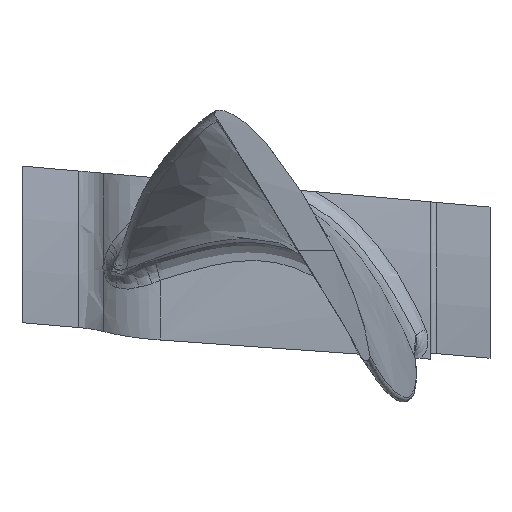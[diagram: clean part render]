
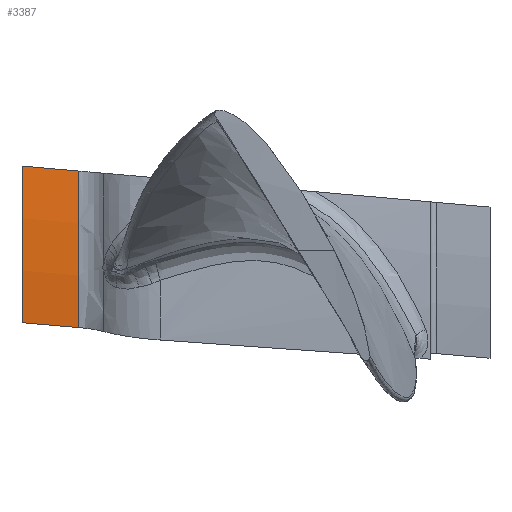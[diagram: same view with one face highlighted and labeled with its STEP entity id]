
A CAD part, top view. The second image highlights one B-rep face of the part: STEP entity #3387.
In plain terms, the highlighted cylindrical face has radius 71.12 mm (diameter 142.24 mm), a partial arc.
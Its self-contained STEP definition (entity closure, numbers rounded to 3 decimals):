
#102 = CARTESIAN_POINT ( 'NONE',  ( -17.061, -6.312, 70.84 ) ) ;
#132 = CIRCLE ( 'NONE', #10032, 71.12 ) ;
#291 = CARTESIAN_POINT ( 'NONE',  ( -15.47, -6.448, 70.827 ) ) ;
#1024 = ORIENTED_EDGE ( 'NONE', *, *, #9905, .T. ) ;
#1177 = CARTESIAN_POINT ( 'NONE',  ( -20.244, 7.189, 70.756 ) ) ;
#1999 = EDGE_CURVE ( 'NONE', #3174, #2789, #132, .T. ) ;
#2124 = CARTESIAN_POINT ( 'NONE',  ( -18.652, -6.175, 70.852 ) ) ;
#2155 = EDGE_CURVE ( 'NONE', #12985, #11951, #3139, .T. ) ;
#2789 = VERTEX_POINT ( 'NONE', #291 ) ;
#3139 = CIRCLE ( 'NONE', #10670, 71.12 ) ;
#3174 = VERTEX_POINT ( 'NONE', #11650 ) ;
#3224 = ORIENTED_EDGE ( 'NONE', *, *, #7433, .F. ) ;
#3257 = FACE_OUTER_BOUND ( 'NONE', #11860, .T. ) ;
#3387 = ADVANCED_FACE ( 'NONE', ( #3257 ), #7436, .T. ) ;
#3503 = CARTESIAN_POINT ( 'NONE',  ( -15.47, 6.772, 70.797 ) ) ;
#4135 = ORIENTED_EDGE ( 'NONE', *, *, #2155, .F. ) ;
#4308 = CARTESIAN_POINT ( 'NONE',  ( -17.061, 6.911, 70.784 ) ) ;
#4368 = DIRECTION ( 'NONE',  ( 0., 0.095, 0.995 ) ) ;
#5216 = CARTESIAN_POINT ( 'NONE',  ( 99.017, 0., 0. ) ) ;
#6227 = CARTESIAN_POINT ( 'NONE',  ( -15.47, -6.448, 70.827 ) ) ;
#7144 = CARTESIAN_POINT ( 'NONE',  ( -15.47, 0., 0. ) ) ;
#7433 = EDGE_CURVE ( 'NONE', #2789, #12985, #12811, .T. ) ;
#7436 = CYLINDRICAL_SURFACE ( 'NONE', #8396, 71.12 ) ;
#7476 = CARTESIAN_POINT ( 'NONE',  ( -20.244, 7.189, 70.756 ) ) ;
#7550 = B_SPLINE_CURVE_WITH_KNOTS ( 'NONE', 3,
 ( #3503, #4308, #9504, #7476 ),
 .UNSPECIFIED., .F., .F.,
 ( 4, 4 ),
 ( 0., 1. ),
 .UNSPECIFIED. ) ;
#8252 = DIRECTION ( 'NONE',  ( 0., -0.216, -0.976 ) ) ;
#8396 = AXIS2_PLACEMENT_3D ( 'NONE', #5216, #11474, #8252 ) ;
#8415 = DIRECTION ( 'NONE',  ( 0., -0.085, 0.996 ) ) ;
#9360 = DIRECTION ( 'NONE',  ( 1., 0., 0. ) ) ;
#9504 = CARTESIAN_POINT ( 'NONE',  ( -18.652, 7.05, 70.77 ) ) ;
#9905 = EDGE_CURVE ( 'NONE', #3174, #11951, #7550, .T. ) ;
#10032 = AXIS2_PLACEMENT_3D ( 'NONE', #7144, #9360, #4368 ) ;
#10512 = DIRECTION ( 'NONE',  ( -1., 0., 0. ) ) ;
#10540 = CARTESIAN_POINT ( 'NONE',  ( -20.244, -6.038, 70.863 ) ) ;
#10670 = AXIS2_PLACEMENT_3D ( 'NONE', #11513, #10512, #8415 ) ;
#11474 = DIRECTION ( 'NONE',  ( -1., 0., 0. ) ) ;
#11513 = CARTESIAN_POINT ( 'NONE',  ( -20.244, 0., 0. ) ) ;
#11650 = CARTESIAN_POINT ( 'NONE',  ( -15.47, 6.772, 70.797 ) ) ;
#11860 = EDGE_LOOP ( 'NONE', ( #3224, #13202, #1024, #4135 ) ) ;
#11951 = VERTEX_POINT ( 'NONE', #1177 ) ;
#12663 = CARTESIAN_POINT ( 'NONE',  ( -20.244, -6.038, 70.863 ) ) ;
#12811 = B_SPLINE_CURVE_WITH_KNOTS ( 'NONE', 3,
 ( #6227, #102, #2124, #10540 ),
 .UNSPECIFIED., .F., .F.,
 ( 4, 4 ),
 ( 0., 1. ),
 .UNSPECIFIED. ) ;
#12985 = VERTEX_POINT ( 'NONE', #12663 ) ;
#13202 = ORIENTED_EDGE ( 'NONE', *, *, #1999, .F. ) ;
